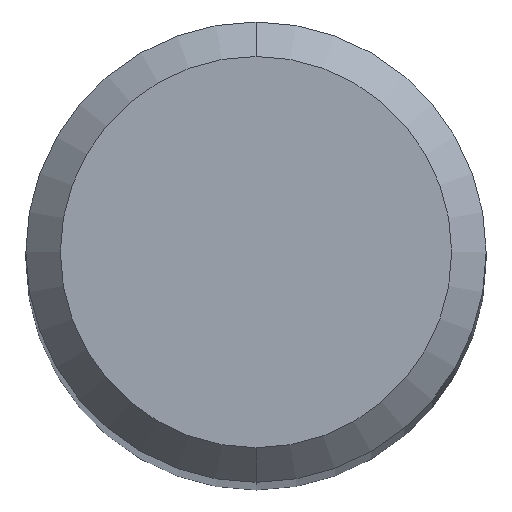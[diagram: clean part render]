
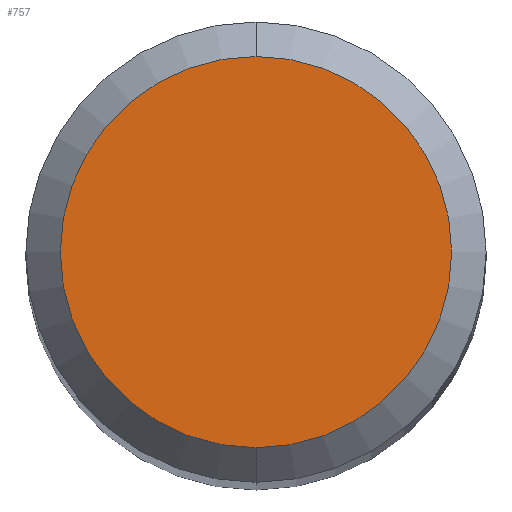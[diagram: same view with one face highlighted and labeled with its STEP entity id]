
A CAD part, top view. The second image highlights one B-rep face of the part: STEP entity #757.
In plain terms, the highlighted planar face has unit normal (0, 0, 1).
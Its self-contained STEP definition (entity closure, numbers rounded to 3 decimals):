
#507=EDGE_CURVE('',#763,#635,#1198,.T.);
#635=VERTEX_POINT('',#1335);
#679=EDGE_CURVE('',#635,#763,#1382,.T.);
#757=ADVANCED_FACE('',(#1465),#1466,.T.);
#763=VERTEX_POINT('',#1472);
#1198=CIRCLE('',#2361,1.7);
#1335=CARTESIAN_POINT('',(0.0,1.7,0.0));
#1382=CIRCLE('',#3196,1.7);
#1465=FACE_OUTER_BOUND('',#3530,.T.);
#1466=PLANE('',#3531);
#1472=CARTESIAN_POINT('',(0.,-1.7,0.0));
#2361=AXIS2_PLACEMENT_3D('',#5006,#5007,#5008);
#3196=AXIS2_PLACEMENT_3D('',#5170,#5171,#5172);
#3530=EDGE_LOOP('',(#5247,#5248));
#3531=AXIS2_PLACEMENT_3D('',#5249,#5250,#5251);
#5006=CARTESIAN_POINT('',(0.0,0.0,0.0));
#5007=DIRECTION('',(0.0,0.0,-1.0));
#5008=DIRECTION('',(0.0,1.0,0.0));
#5170=CARTESIAN_POINT('',(0.0,0.0,0.0));
#5171=DIRECTION('',(0.0,0.0,-1.0));
#5172=DIRECTION('',(0.0,1.0,0.0));
#5247=ORIENTED_EDGE('',*,*,#679,.F.);
#5248=ORIENTED_EDGE('',*,*,#507,.F.);
#5249=CARTESIAN_POINT('',(0.0,0.85,0.0));
#5250=DIRECTION('',(-0.0,0.0,1.0));
#5251=DIRECTION('',(0.0,-1.0,0.0));
